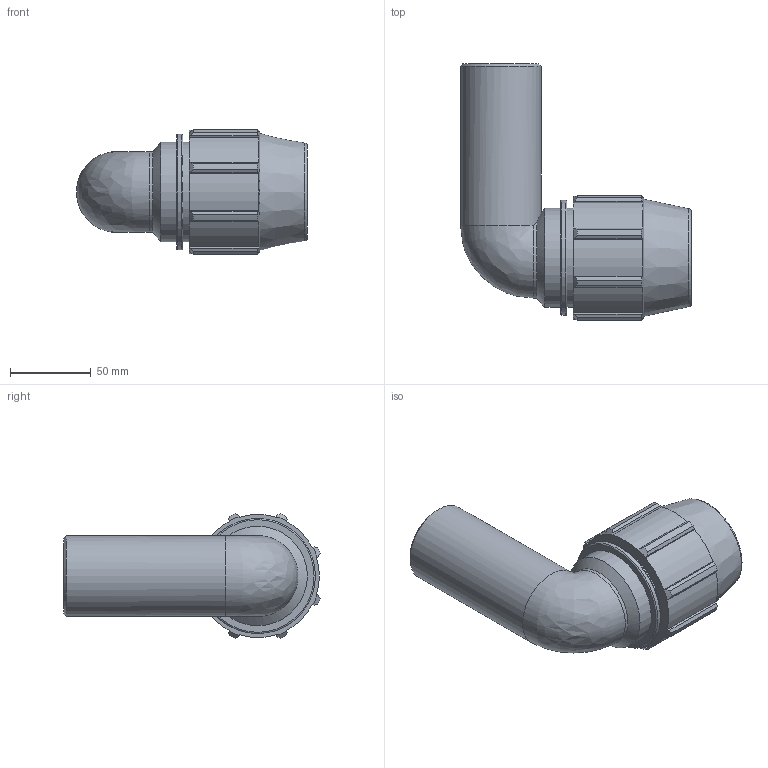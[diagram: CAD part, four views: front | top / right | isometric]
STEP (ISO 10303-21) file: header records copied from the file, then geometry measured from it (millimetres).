
FILE_DESCRIPTION(/* description */ ('PLASSON 90° ELBOW ADAPTOR 40-50'),/* implementation_level */ '2;1');
FILE_NAME(/* name */ '073500040050_183500040050_0735060400500A.ipt.stp',/* time_stamp */ '2017-06-08T04:08:44+03:00',/* author */ ('KIM'),/* organization */ (''),/* preprocessor_version */ 'ST-DEVELOPER v15.6',/* originating_system */ 'Autodesk Inventor 2015',/* authorisation */ '');
FILE_SCHEMA (('AUTOMOTIVE_DESIGN { 1 0 10303 214 3 1 1 }'));
Length unit declared in the file: millimetre
Products named in the file (1): 073500040050_183500040050_0735060400500A
Bounding box: 143 x 158.58 x 77.16 mm (x, y, z)
Volume: 391682 mm3; surface area: 77355.1 mm2
Topology: 1 solids, 1 shells, 82 faces, 219 edges, 142 vertices
Faces by surface type: plane 39, cylinder 24, cone 14, torus 4, bspline 1
Full cylindrical faces by diameter (mm): 35 x2, 40 x1, 50 x1, 61.5 x2, 71.34 x1
Entity records: 2538 total; most frequent: CARTESIAN_POINT 524, DIRECTION 394, ORIENTED_EDGE 392, EDGE_CURVE 196, AXIS2_PLACEMENT_3D 149, VERTEX_POINT 138, EDGE_LOOP 106, LINE 96
